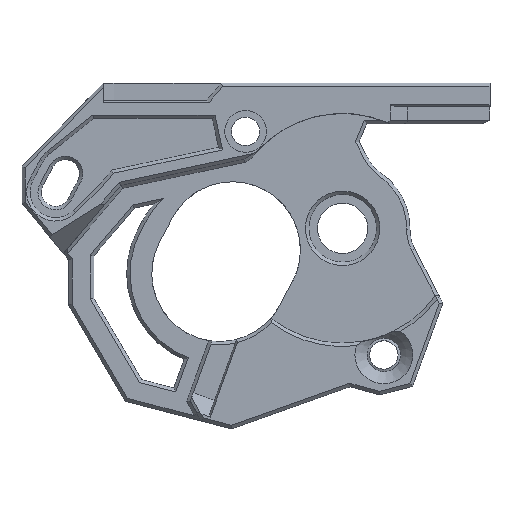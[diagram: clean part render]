
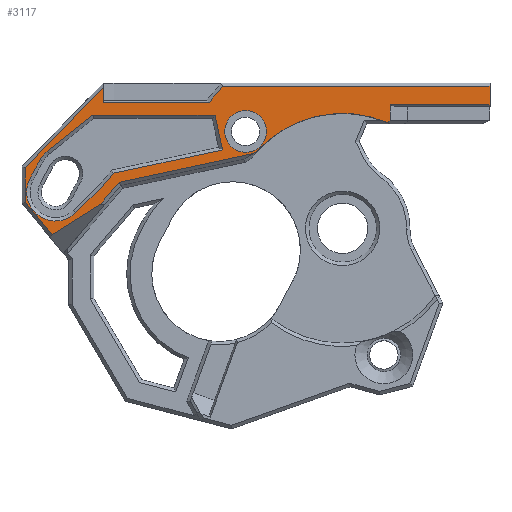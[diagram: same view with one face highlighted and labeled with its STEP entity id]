
A CAD part, top view. The second image highlights one B-rep face of the part: STEP entity #3117.
In plain terms, the highlighted planar face has unit normal (0, 0, 1).
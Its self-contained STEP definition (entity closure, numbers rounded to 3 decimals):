
#99=LINE('',#4585,#460);
#107=LINE('',#4611,#468);
#108=LINE('',#4620,#469);
#109=LINE('',#4622,#470);
#110=LINE('',#4624,#471);
#111=LINE('',#4626,#472);
#112=LINE('',#4628,#473);
#113=LINE('',#4631,#474);
#114=LINE('',#4633,#475);
#115=LINE('',#4635,#476);
#116=LINE('',#4637,#477);
#117=LINE('',#4639,#478);
#118=LINE('',#4641,#479);
#119=LINE('',#4643,#480);
#120=LINE('',#4645,#481);
#121=LINE('',#4647,#482);
#122=LINE('',#4649,#483);
#123=LINE('',#4651,#484);
#124=LINE('',#4653,#485);
#125=LINE('',#4655,#486);
#126=LINE('',#4657,#487);
#460=VECTOR('',#3647,1000.);
#468=VECTOR('',#3671,1000.);
#469=VECTOR('',#3678,1000.);
#470=VECTOR('',#3679,1000.);
#471=VECTOR('',#3680,1000.);
#472=VECTOR('',#3681,1000.);
#473=VECTOR('',#3682,1000.);
#474=VECTOR('',#3685,1000.);
#475=VECTOR('',#3686,1000.);
#476=VECTOR('',#3687,1000.);
#477=VECTOR('',#3688,1000.);
#478=VECTOR('',#3689,1000.);
#479=VECTOR('',#3690,1000.);
#480=VECTOR('',#3691,1000.);
#481=VECTOR('',#3692,1000.);
#482=VECTOR('',#3693,1000.);
#483=VECTOR('',#3694,1000.);
#484=VECTOR('',#3695,1000.);
#485=VECTOR('',#3696,1000.);
#486=VECTOR('',#3697,1000.);
#487=VECTOR('',#3698,1000.);
#796=PLANE('',#3328);
#982=ORIENTED_EDGE('',*,*,#1888,.F.);
#983=ORIENTED_EDGE('',*,*,#1889,.F.);
#984=ORIENTED_EDGE('',*,*,#1890,.F.);
#985=ORIENTED_EDGE('',*,*,#1891,.F.);
#986=ORIENTED_EDGE('',*,*,#1892,.F.);
#987=ORIENTED_EDGE('',*,*,#1893,.F.);
#988=ORIENTED_EDGE('',*,*,#1894,.F.);
#989=ORIENTED_EDGE('',*,*,#1895,.F.);
#990=ORIENTED_EDGE('',*,*,#1896,.F.);
#991=ORIENTED_EDGE('',*,*,#1897,.T.);
#992=ORIENTED_EDGE('',*,*,#1875,.F.);
#993=ORIENTED_EDGE('',*,*,#1898,.F.);
#994=ORIENTED_EDGE('',*,*,#1899,.T.);
#995=ORIENTED_EDGE('',*,*,#1900,.T.);
#996=ORIENTED_EDGE('',*,*,#1901,.F.);
#997=ORIENTED_EDGE('',*,*,#1902,.F.);
#998=ORIENTED_EDGE('',*,*,#1903,.F.);
#999=ORIENTED_EDGE('',*,*,#1904,.F.);
#1000=ORIENTED_EDGE('',*,*,#1905,.F.);
#1001=ORIENTED_EDGE('',*,*,#1906,.F.);
#1002=ORIENTED_EDGE('',*,*,#1907,.F.);
#1003=ORIENTED_EDGE('',*,*,#1908,.F.);
#1004=ORIENTED_EDGE('',*,*,#1909,.F.);
#1005=ORIENTED_EDGE('',*,*,#1910,.F.);
#1006=ORIENTED_EDGE('',*,*,#1911,.F.);
#1007=ORIENTED_EDGE('',*,*,#1883,.F.);
#1875=EDGE_CURVE('',#2328,#2329,#99,.T.);
#1883=EDGE_CURVE('',#2329,#2335,#2580,.T.);
#1888=EDGE_CURVE('',#2339,#2340,#107,.T.);
#1889=EDGE_CURVE('',#2341,#2339,#2582,.T.);
#1890=EDGE_CURVE('',#2342,#2341,#2583,.T.);
#1891=EDGE_CURVE('',#2343,#2342,#2584,.T.);
#1892=EDGE_CURVE('',#2344,#2343,#108,.T.);
#1893=EDGE_CURVE('',#2345,#2344,#109,.T.);
#1894=EDGE_CURVE('',#2346,#2345,#110,.T.);
#1895=EDGE_CURVE('',#2347,#2346,#111,.T.);
#1896=EDGE_CURVE('',#2340,#2347,#112,.T.);
#1897=EDGE_CURVE('',#2348,#2348,#2585,.T.);
#1898=EDGE_CURVE('',#2349,#2328,#113,.T.);
#1899=EDGE_CURVE('',#2349,#2350,#114,.T.);
#1900=EDGE_CURVE('',#2350,#2351,#115,.T.);
#1901=EDGE_CURVE('',#2352,#2351,#116,.T.);
#1902=EDGE_CURVE('',#2353,#2352,#117,.T.);
#1903=EDGE_CURVE('',#2354,#2353,#118,.T.);
#1904=EDGE_CURVE('',#2355,#2354,#119,.T.);
#1905=EDGE_CURVE('',#2356,#2355,#120,.T.);
#1906=EDGE_CURVE('',#2357,#2356,#121,.T.);
#1907=EDGE_CURVE('',#2358,#2357,#122,.T.);
#1908=EDGE_CURVE('',#2359,#2358,#123,.T.);
#1909=EDGE_CURVE('',#2360,#2359,#124,.T.);
#1910=EDGE_CURVE('',#2361,#2360,#125,.T.);
#1911=EDGE_CURVE('',#2335,#2361,#126,.T.);
#2328=VERTEX_POINT('',#4584);
#2329=VERTEX_POINT('',#4586);
#2335=VERTEX_POINT('',#4602);
#2339=VERTEX_POINT('',#4612);
#2340=VERTEX_POINT('',#4613);
#2341=VERTEX_POINT('',#4615);
#2342=VERTEX_POINT('',#4617);
#2343=VERTEX_POINT('',#4619);
#2344=VERTEX_POINT('',#4621);
#2345=VERTEX_POINT('',#4623);
#2346=VERTEX_POINT('',#4625);
#2347=VERTEX_POINT('',#4627);
#2348=VERTEX_POINT('',#4630);
#2349=VERTEX_POINT('',#4632);
#2350=VERTEX_POINT('',#4634);
#2351=VERTEX_POINT('',#4636);
#2352=VERTEX_POINT('',#4638);
#2353=VERTEX_POINT('',#4640);
#2354=VERTEX_POINT('',#4642);
#2355=VERTEX_POINT('',#4644);
#2356=VERTEX_POINT('',#4646);
#2357=VERTEX_POINT('',#4648);
#2358=VERTEX_POINT('',#4650);
#2359=VERTEX_POINT('',#4652);
#2360=VERTEX_POINT('',#4654);
#2361=VERTEX_POINT('',#4656);
#2580=CIRCLE('',#3324,13.75);
#2582=CIRCLE('',#3329,3.45);
#2583=CIRCLE('',#3330,47.29);
#2584=CIRCLE('',#3331,3.45);
#2585=CIRCLE('',#3332,2.5);
#2669=EDGE_LOOP('',(#982,#983,#984,#985,#986,#987,#988,#989,#990));
#2670=EDGE_LOOP('',(#991));
#2671=EDGE_LOOP('',(#992,#993,#994,#995,#996,#997,#998,#999,#1000,#1001,
#1002,#1003,#1004,#1005,#1006,#1007));
#2883=FACE_BOUND('',#2669,.T.);
#2884=FACE_BOUND('',#2670,.T.);
#2885=FACE_BOUND('',#2671,.T.);
#3117=ADVANCED_FACE('',(#2883,#2884,#2885),#796,.F.);
#3324=AXIS2_PLACEMENT_3D('',#4601,#3660,#3661);
#3328=AXIS2_PLACEMENT_3D('',#4610,#3669,#3670);
#3329=AXIS2_PLACEMENT_3D('',#4614,#3672,#3673);
#3330=AXIS2_PLACEMENT_3D('',#4616,#3674,#3675);
#3331=AXIS2_PLACEMENT_3D('',#4618,#3676,#3677);
#3332=AXIS2_PLACEMENT_3D('',#4629,#3683,#3684);
#3647=DIRECTION('',(-0.816,-0.577,0.));
#3660=DIRECTION('',(0.,0.,1.));
#3661=DIRECTION('',(-1.,0.,0.));
#3669=DIRECTION('',(0.,0.,-1.));
#3670=DIRECTION('',(0.,-1.,0.));
#3671=DIRECTION('',(0.714,0.7,0.));
#3672=DIRECTION('',(0.,0.,1.));
#3673=DIRECTION('',(-0.896,0.444,0.));
#3674=DIRECTION('',(0.,0.,1.));
#3675=DIRECTION('',(-0.869,0.494,0.));
#3676=DIRECTION('',(0.,0.,1.));
#3677=DIRECTION('',(-0.869,0.494,0.));
#3678=DIRECTION('',(-0.782,-0.623,0.));
#3679=DIRECTION('',(-1.,0.,0.));
#3680=DIRECTION('',(-0.209,0.978,0.));
#3681=DIRECTION('',(0.978,0.209,0.));
#3682=DIRECTION('',(0.646,0.763,0.));
#3683=DIRECTION('',(0.,0.,-1.));
#3684=DIRECTION('',(1.,0.,0.));
#3685=DIRECTION('',(0.,-1.,0.));
#3686=DIRECTION('',(1.,0.,0.));
#3687=DIRECTION('',(0.,1.,0.));
#3688=DIRECTION('',(1.,0.,0.));
#3689=DIRECTION('',(0.649,0.76,0.));
#3690=DIRECTION('',(1.,0.,0.));
#3691=DIRECTION('',(0.,-1.,0.));
#3692=DIRECTION('',(0.697,0.717,0.));
#3693=DIRECTION('',(0.,1.,0.));
#3694=DIRECTION('',(-0.636,0.772,0.));
#3695=DIRECTION('',(-0.846,-0.532,0.));
#3696=DIRECTION('',(-0.646,-0.763,0.));
#3697=DIRECTION('',(-0.978,-0.209,0.));
#3698=DIRECTION('',(-0.858,-0.514,0.));
#4584=CARTESIAN_POINT('',(5.709,12.891,6.95));
#4585=CARTESIAN_POINT('',(-2.835,6.849,6.95));
#4586=CARTESIAN_POINT('',(5.361,12.644,6.95));
#4601=CARTESIAN_POINT('',(-0.02,-0.009,6.95));
#4602=CARTESIAN_POINT('',(-10.182,9.253,6.95));
#4610=CARTESIAN_POINT('',(-8.842,-3.82,6.95));
#4611=CARTESIAN_POINT('',(-25.941,7.723,6.95));
#4612=CARTESIAN_POINT('',(-31.942,1.845,6.95));
#4613=CARTESIAN_POINT('',(-28.884,4.841,6.95));
#4614=CARTESIAN_POINT('',(-34.356,4.31,6.95));
#4615=CARTESIAN_POINT('',(-37.447,5.842,6.95));
#4616=CARTESIAN_POINT('',(4.923,-15.16,6.95));
#4617=CARTESIAN_POINT('',(-36.182,8.223,6.95));
#4618=CARTESIAN_POINT('',(-33.183,6.517,6.95));
#4619=CARTESIAN_POINT('',(-35.332,9.215,6.95));
#4620=CARTESIAN_POINT('',(-30.405,13.14,6.95));
#4621=CARTESIAN_POINT('',(-29.916,13.53,6.95));
#4622=CARTESIAN_POINT('',(-19.309,13.53,6.95));
#4623=CARTESIAN_POINT('',(-15.266,13.53,6.95));
#4624=CARTESIAN_POINT('',(-13.319,4.419,6.95));
#4625=CARTESIAN_POINT('',(-14.376,9.368,6.95));
#4626=CARTESIAN_POINT('',(-20.964,7.961,6.95));
#4627=CARTESIAN_POINT('',(-27.406,6.585,6.95));
#4628=CARTESIAN_POINT('',(-28.117,5.746,6.95));
#4629=CARTESIAN_POINT('',(-11.607,11.582,6.95));
#4630=CARTESIAN_POINT('',(-9.107,11.582,6.95));
#4631=CARTESIAN_POINT('',(5.709,4.335,6.95));
#4632=CARTESIAN_POINT('',(5.709,14.786,6.95));
#4633=CARTESIAN_POINT('',(-1.712,14.786,6.95));
#4634=CARTESIAN_POINT('',(17.63,14.786,6.95));
#4635=CARTESIAN_POINT('',(17.63,6.774,6.95));
#4636=CARTESIAN_POINT('',(17.63,16.969,6.95));
#4637=CARTESIAN_POINT('',(1.549,16.969,6.95));
#4638=CARTESIAN_POINT('',(-14.349,16.969,6.95));
#4639=CARTESIAN_POINT('',(-20.358,9.934,6.95));
#4640=CARTESIAN_POINT('',(-15.967,15.074,6.95));
#4641=CARTESIAN_POINT('',(-13.973,15.074,6.95));
#4642=CARTESIAN_POINT('',(-28.653,15.074,6.95));
#4643=CARTESIAN_POINT('',(-28.653,17.369,6.95));
#4644=CARTESIAN_POINT('',(-28.653,16.795,6.95));
#4645=CARTESIAN_POINT('',(-28.852,16.589,6.95));
#4646=CARTESIAN_POINT('',(-37.965,7.207,6.95));
#4647=CARTESIAN_POINT('',(-37.965,0.801,6.95));
#4648=CARTESIAN_POINT('',(-37.965,3.135,6.95));
#4649=CARTESIAN_POINT('',(-28.194,-8.718,6.95));
#4650=CARTESIAN_POINT('',(-34.756,-0.759,6.95));
#4651=CARTESIAN_POINT('',(-17.748,9.94,6.95));
#4652=CARTESIAN_POINT('',(-28.973,2.879,6.95));
#4653=CARTESIAN_POINT('',(-28.471,3.471,6.95));
#4654=CARTESIAN_POINT('',(-26.755,5.497,6.95));
#4655=CARTESIAN_POINT('',(-19.075,7.137,6.95));
#4656=CARTESIAN_POINT('',(-10.744,8.917,6.95));
#4657=CARTESIAN_POINT('',(-12.975,7.582,6.95));
